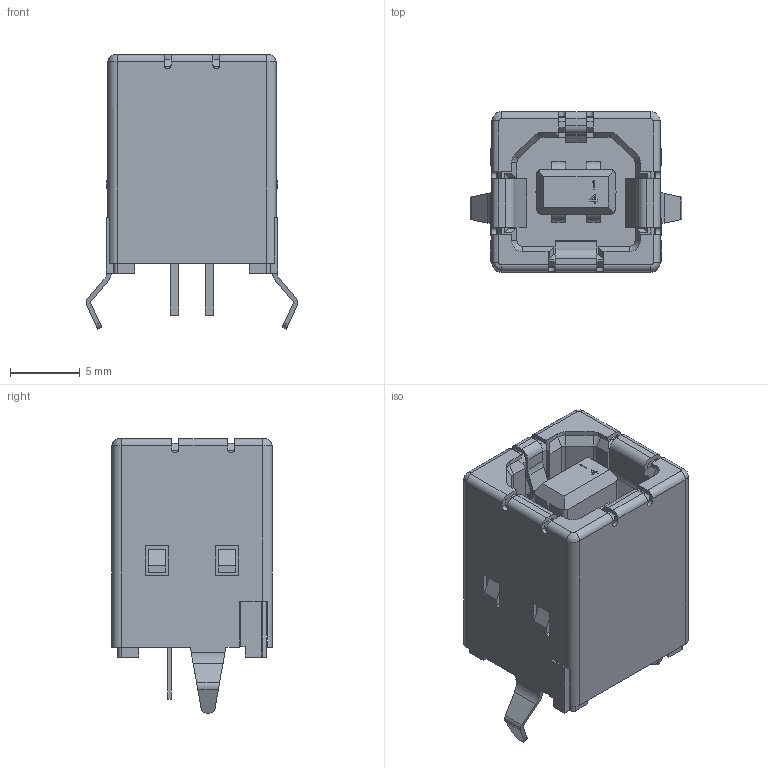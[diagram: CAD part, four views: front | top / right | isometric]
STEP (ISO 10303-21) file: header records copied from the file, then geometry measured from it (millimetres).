
FILE_DESCRIPTION(('FreeCAD Model'),'2;1');
FILE_NAME('Open CASCADE Shape Model','2022-04-27T16:45:26',( 'kicad StepUp'),('ksu MCAD'),'Open CASCADE STEP processor 7.5', 'FreeCAD','Unknown');
FILE_SCHEMA(('AUTOMOTIVE_DESIGN { 1 0 10303 214 1 1 1 1 }'));
Length unit declared in the file: millimetre
Products named in the file (1): C-5787834-1
Bounding box: 15.15 x 11.46 x 19.64 mm (x, y, z)
Volume: 1487.3 mm3; surface area: 2887 mm2
Topology: 1 solids, 1 shells, 404 faces, 1144 edges, 736 vertices
Faces by surface type: plane 303, cylinder 91, cone 6, bspline 4
Entity records: 13084 total; most frequent: CARTESIAN_POINT 2509, ORIENTED_EDGE 2288, DIRECTION 2070, EDGE_CURVE 1144, LINE 944, VECTOR 944, VERTEX_POINT 736, AXIS2_PLACEMENT_3D 563
